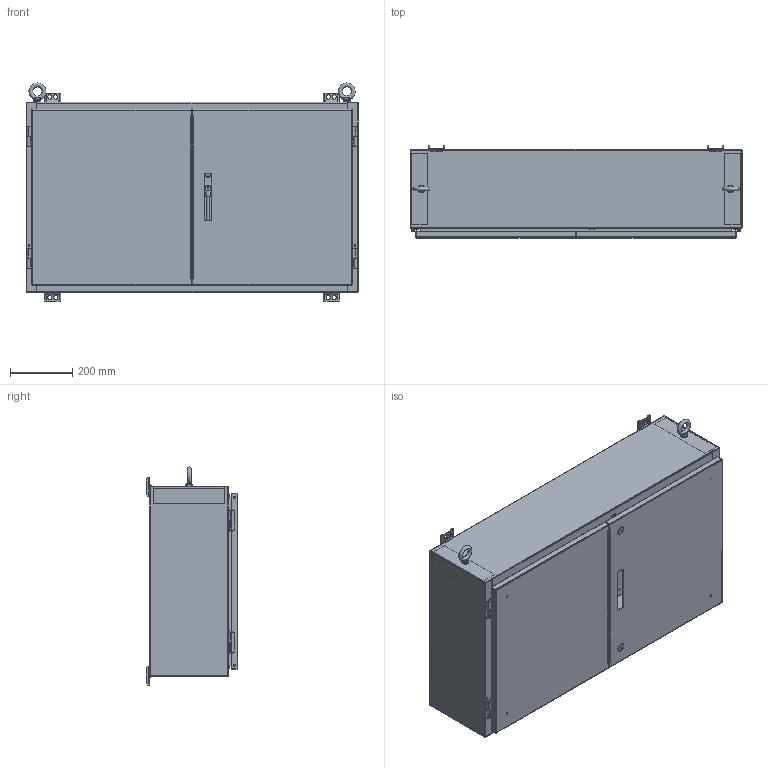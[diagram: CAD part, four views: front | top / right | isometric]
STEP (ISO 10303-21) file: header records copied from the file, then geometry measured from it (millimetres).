
FILE_DESCRIPTION( ( 'Unknown' ), '1' );
FILE_NAME( 'HD244210_14GA_EMKA3P.stp', 'Unknown', ( 'Unknown' ), ( 'Unknown' ), 'PSStep 16.0.42', 'Unknown', ' ' );
FILE_SCHEMA( ( 'AUTOMOTIVE_DESIGN { 1 0 10303 214 1 1 1 1 }' ) );
Length unit declared in the file: millimetre
Products named in the file (26): POIGNÉE EMKA ASSEMBLÉE DROITE; ADAPTEUR_TIGE; HD244210_14GA_12_U; Penture HD Acier - DROITE_boitier; Penture HD Acier - GAUCHE_boitier; 0.375-16 x 0.750 AC_CKL 118-510-340; PATTE R; OEILLET DE LEVAGE; RENFORT10; HD244210U_14GA; HDXX4210H_14GA_123R; HDXX4210B_14GA_12; HD2442_14GA_123R_EMKA3P_DROIT; Penture HD Acier - DROITE_porte; 0.250-20 x 0.750 AC_CD 201-008-799; M6 x 20mm AC_CD 275-081-189; Guide Tige EMKA M6x20; HD2442_14GA_123R_EMKA3P; TIGE EMKA-24_HAUT; TIGE EMKA-24_BAS; HD2442_14GA_123R_GAUCHE; Penture HD Acier - GAUCHE_porte; HD2442_14GA_123R_BLANK; HD-STRIP-24LG; Assem1; AHDP2442_12GA
Assembly tree (43 placements, depth 4):
  Assem1
    AHDP2442_12GA
    HD244210_14GA_12_U
      Penture HD Acier - DROITE_boitier  x2
      Penture HD Acier - GAUCHE_boitier  x2
      0.375-16 x 0.750 AC_CKL 118-510-340  x6
      PATTE R  x4
      OEILLET DE LEVAGE  x2
      RENFORT10  x2
      HD244210U_14GA
      HDXX4210H_14GA_123R
      HDXX4210B_14GA_12
    HD2442_14GA_123R_GAUCHE
      Penture HD Acier - GAUCHE_porte  x2
      0.250-20 x 0.750 AC_CD 201-008-799
      HD2442_14GA_123R_BLANK
      HD-STRIP-24LG
    HD2442_14GA_123R_EMKA3P_DROIT
      Penture HD Acier - DROITE_porte  x2
      0.250-20 x 0.750 AC_CD 201-008-799
      M6 x 20mm AC_CD 275-081-189  x2
      Guide Tige EMKA M6x20  x2
      HD2442_14GA_123R_EMKA3P
      TIGE EMKA-24_HAUT
      TIGE EMKA-24_BAS
      POIGNÉE EMKA ASSEMBLÉE DROITE
        ADAPTEUR_TIGE  x2
Bounding box: 1066.8 x 294.69 x 700.5 mm (x, y, z)
Volume: 6201102.4 mm3; surface area: 6011051.4 mm2
Topology: 39 solids, 41 shells, 2772 faces, 6716 edges, 4416 vertices
Faces by surface type: plane 1890, extrusion 392, cylinder 334, bspline 64, cone 42, torus 30, sphere 20
Full cylindrical faces by diameter (mm): 0.346 x4, 0.508 x4, 0.794 x6, 3.023 x14, 3.162 x16, 3.175 x30, 4 x8, 4.496 x2, 4.775 x4, 4.877 x2, 5 x4, 5.5 x4, 5.994 x4, 6.2 x2, 6.35 x2, 6.807 x2, 7.137 x4, 7.798 x2, 8 x4, 8.4 x2, 8.966 x6, 9 x2, 9.525 x6, 11 x2, 11.582 x8, 12.7 x4, 15 x6, 15.875 x2, 16.192 x6, 19.05 x2
Entity records: 108046 total; most frequent: CARTESIAN_POINT 39311, ORIENTED_EDGE 10834, DIRECTION 7745, EDGE_CURVE 5417, VERTEX_POINT 3704, EDGE_LOOP 2993, B_SPLINE_CURVE_WITH_KNOTS 2925, VECTOR 2735
